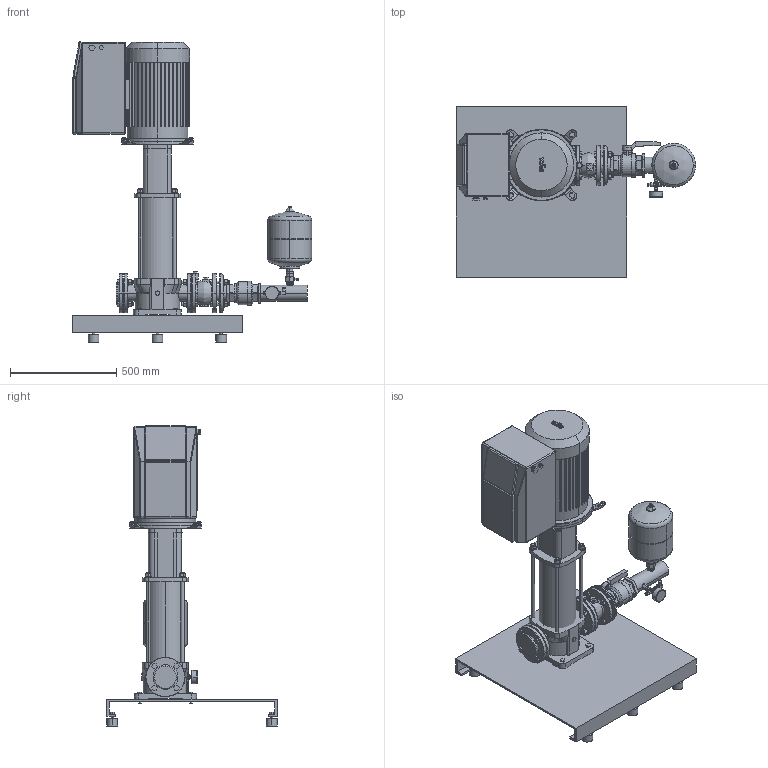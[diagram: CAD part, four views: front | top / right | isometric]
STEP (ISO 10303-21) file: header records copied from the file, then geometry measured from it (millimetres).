
FILE_DESCRIPTION((''),'2;1');
FILE_NAME('3d_SiBoostSmart1HelixVE3604-2540880.stp','2015-08-24T10:46:34',(''),(''),'Mechanical Desktop 2009','Mechanical Desktop 2009',', , ');
FILE_SCHEMA(('CONFIG_CONTROL_DESIGN'));
Length unit declared in the file: millimetre
Products named in the file (1): Product
Bounding box: 1125 x 800 x 1410.85 mm (x, y, z)
Volume: 106200642.6 mm3; surface area: 5558589.2 mm2
Topology: 61 solids, 61 shells, 1686 faces, 4181 edges, 2709 vertices
Faces by surface type: bspline 609, plane 549, cylinder 385, cone 68, torus 53, sphere 22
Entity records: 58503 total; most frequent: CARTESIAN_POINT 19320, ORIENTED_EDGE 8326, DIRECTION 7710, EDGE_CURVE 4163, VERTEX_POINT 2709, AXIS2_PLACEMENT_3D 2679, VECTOR 2352, LINE 2352
